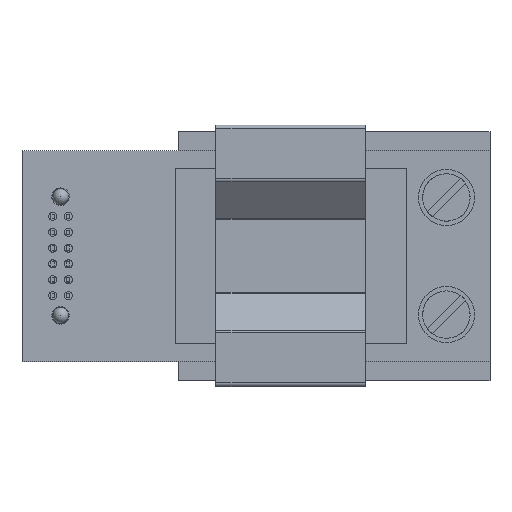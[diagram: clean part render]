
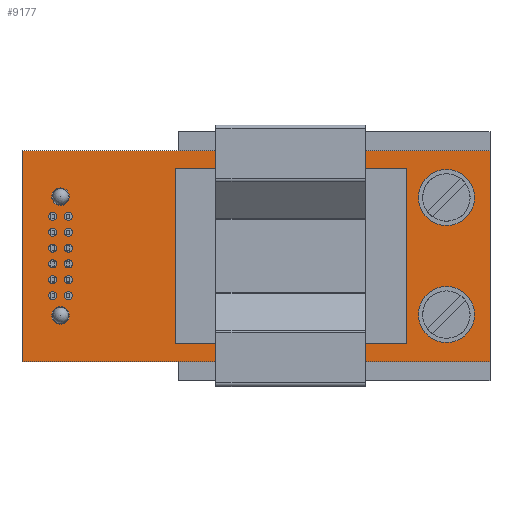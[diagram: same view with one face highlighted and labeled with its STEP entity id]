
A CAD part, top view. The second image highlights one B-rep face of the part: STEP entity #9177.
In plain terms, the highlighted planar face has unit normal (0, 0, 1).
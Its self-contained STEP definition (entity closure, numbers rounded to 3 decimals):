
#93=FACE_BOUND($,#1233,.T.);
#94=FACE_BOUND($,#1234,.T.);
#95=FACE_BOUND($,#1235,.T.);
#96=FACE_BOUND($,#1236,.T.);
#97=FACE_BOUND($,#1237,.T.);
#98=FACE_BOUND($,#1238,.T.);
#99=FACE_BOUND($,#1239,.T.);
#100=FACE_BOUND($,#1240,.T.);
#101=FACE_BOUND($,#1241,.T.);
#102=FACE_BOUND($,#1242,.T.);
#103=FACE_BOUND($,#1243,.T.);
#104=FACE_BOUND($,#1244,.T.);
#105=FACE_BOUND($,#1245,.T.);
#106=FACE_BOUND($,#1246,.T.);
#107=FACE_BOUND($,#1247,.T.);
#108=FACE_BOUND($,#1248,.T.);
#254=CIRCLE($,#9840,0.7);
#273=CIRCLE($,#9861,0.325);
#274=CIRCLE($,#9863,0.325);
#275=CIRCLE($,#9865,0.325);
#276=CIRCLE($,#9867,0.325);
#277=CIRCLE($,#9869,0.325);
#278=CIRCLE($,#9871,0.325);
#279=CIRCLE($,#9873,0.7);
#280=CIRCLE($,#9875,0.325);
#281=CIRCLE($,#9877,0.325);
#282=CIRCLE($,#9879,0.325);
#283=CIRCLE($,#9881,0.325);
#284=CIRCLE($,#9883,0.325);
#285=CIRCLE($,#9885,0.325);
#286=CIRCLE($,#9887,0.7);
#287=CIRCLE($,#9889,0.7);
#288=CIRCLE($,#9890,1.25);
#289=CIRCLE($,#9891,1.25);
#628=FACE_OUTER_BOUND($,#1232,.T.);
#1232=EDGE_LOOP($,(#6310,#6311,#6312,#6313));
#1233=EDGE_LOOP($,(#6314,#6315));
#1234=EDGE_LOOP($,(#6316,#6317));
#1235=EDGE_LOOP($,(#6318));
#1236=EDGE_LOOP($,(#6319));
#1237=EDGE_LOOP($,(#6320));
#1238=EDGE_LOOP($,(#6321));
#1239=EDGE_LOOP($,(#6322));
#1240=EDGE_LOOP($,(#6323));
#1241=EDGE_LOOP($,(#6324));
#1242=EDGE_LOOP($,(#6325));
#1243=EDGE_LOOP($,(#6326));
#1244=EDGE_LOOP($,(#6327));
#1245=EDGE_LOOP($,(#6328));
#1246=EDGE_LOOP($,(#6329));
#1247=EDGE_LOOP($,(#6330));
#1248=EDGE_LOOP($,(#6331));
#1915=LINE($,#13498,#2953);
#1916=LINE($,#13500,#2954);
#1917=LINE($,#13502,#2955);
#1918=LINE($,#13503,#2956);
#2953=VECTOR($,#10858,37.57);
#2954=VECTOR($,#10859,16.94);
#2955=VECTOR($,#10860,37.57);
#2956=VECTOR($,#10861,16.94);
#3973=VERTEX_POINT($,#13401);
#3975=VERTEX_POINT($,#13404);
#3997=VERTEX_POINT($,#13452);
#3998=VERTEX_POINT($,#13455);
#3999=VERTEX_POINT($,#13458);
#4000=VERTEX_POINT($,#13461);
#4001=VERTEX_POINT($,#13464);
#4002=VERTEX_POINT($,#13467);
#4003=VERTEX_POINT($,#13470);
#4004=VERTEX_POINT($,#13472);
#4005=VERTEX_POINT($,#13476);
#4006=VERTEX_POINT($,#13479);
#4007=VERTEX_POINT($,#13482);
#4008=VERTEX_POINT($,#13485);
#4009=VERTEX_POINT($,#13488);
#4010=VERTEX_POINT($,#13491);
#4011=VERTEX_POINT($,#13496);
#4012=VERTEX_POINT($,#13497);
#4013=VERTEX_POINT($,#13499);
#4014=VERTEX_POINT($,#13501);
#4015=VERTEX_POINT($,#13505);
#4016=VERTEX_POINT($,#13507);
#4888=EDGE_CURVE($,#3975,#3973,#254,.T.);
#4912=EDGE_CURVE($,#3997,#3997,#273,.T.);
#4913=EDGE_CURVE($,#3998,#3998,#274,.T.);
#4914=EDGE_CURVE($,#3999,#3999,#275,.T.);
#4915=EDGE_CURVE($,#4000,#4000,#276,.T.);
#4916=EDGE_CURVE($,#4001,#4001,#277,.T.);
#4917=EDGE_CURVE($,#4002,#4002,#278,.T.);
#4920=EDGE_CURVE($,#4003,#4004,#279,.T.);
#4921=EDGE_CURVE($,#4005,#4005,#280,.T.);
#4922=EDGE_CURVE($,#4006,#4006,#281,.T.);
#4923=EDGE_CURVE($,#4007,#4007,#282,.T.);
#4924=EDGE_CURVE($,#4008,#4008,#283,.T.);
#4925=EDGE_CURVE($,#4009,#4009,#284,.T.);
#4926=EDGE_CURVE($,#4010,#4010,#285,.T.);
#4927=EDGE_CURVE($,#4004,#4003,#286,.T.);
#4928=EDGE_CURVE($,#4011,#4012,#1915,.T.);
#4929=EDGE_CURVE($,#4012,#4013,#1916,.T.);
#4930=EDGE_CURVE($,#4013,#4014,#1917,.T.);
#4931=EDGE_CURVE($,#4014,#4011,#1918,.T.);
#4932=EDGE_CURVE($,#3973,#3975,#287,.T.);
#4933=EDGE_CURVE($,#4015,#4015,#288,.T.);
#4934=EDGE_CURVE($,#4016,#4016,#289,.T.);
#6310=ORIENTED_EDGE($,*,*,#4928,.T.);
#6311=ORIENTED_EDGE($,*,*,#4929,.T.);
#6312=ORIENTED_EDGE($,*,*,#4930,.T.);
#6313=ORIENTED_EDGE($,*,*,#4931,.T.);
#6314=ORIENTED_EDGE($,*,*,#4888,.T.);
#6315=ORIENTED_EDGE($,*,*,#4932,.T.);
#6316=ORIENTED_EDGE($,*,*,#4920,.T.);
#6317=ORIENTED_EDGE($,*,*,#4927,.T.);
#6318=ORIENTED_EDGE($,*,*,#4933,.T.);
#6319=ORIENTED_EDGE($,*,*,#4934,.T.);
#6320=ORIENTED_EDGE($,*,*,#4926,.T.);
#6321=ORIENTED_EDGE($,*,*,#4925,.T.);
#6322=ORIENTED_EDGE($,*,*,#4924,.T.);
#6323=ORIENTED_EDGE($,*,*,#4923,.T.);
#6324=ORIENTED_EDGE($,*,*,#4922,.T.);
#6325=ORIENTED_EDGE($,*,*,#4921,.T.);
#6326=ORIENTED_EDGE($,*,*,#4917,.T.);
#6327=ORIENTED_EDGE($,*,*,#4916,.T.);
#6328=ORIENTED_EDGE($,*,*,#4915,.T.);
#6329=ORIENTED_EDGE($,*,*,#4914,.T.);
#6330=ORIENTED_EDGE($,*,*,#4913,.T.);
#6331=ORIENTED_EDGE($,*,*,#4912,.T.);
#8714=PLANE($,#9888);
#9177=ADVANCED_FACE($,(#628,#93,#94,#95,#96,#97,#98,#99,#100,#101,#102,
#103,#104,#105,#106,#107,#108),#8714,.T.);
#9840=AXIS2_PLACEMENT_3D($,#13405,#10753,#10754);
#9861=AXIS2_PLACEMENT_3D($,#13453,#10800,#10801);
#9863=AXIS2_PLACEMENT_3D($,#13456,#10804,#10805);
#9865=AXIS2_PLACEMENT_3D($,#13459,#10808,#10809);
#9867=AXIS2_PLACEMENT_3D($,#13462,#10812,#10813);
#9869=AXIS2_PLACEMENT_3D($,#13465,#10816,#10817);
#9871=AXIS2_PLACEMENT_3D($,#13468,#10820,#10821);
#9873=AXIS2_PLACEMENT_3D($,#13474,#10826,#10827);
#9875=AXIS2_PLACEMENT_3D($,#13477,#10830,#10831);
#9877=AXIS2_PLACEMENT_3D($,#13480,#10834,#10835);
#9879=AXIS2_PLACEMENT_3D($,#13483,#10838,#10839);
#9881=AXIS2_PLACEMENT_3D($,#13486,#10842,#10843);
#9883=AXIS2_PLACEMENT_3D($,#13489,#10846,#10847);
#9885=AXIS2_PLACEMENT_3D($,#13492,#10850,#10851);
#9887=AXIS2_PLACEMENT_3D($,#13494,#10854,#10855);
#9888=AXIS2_PLACEMENT_3D($,#13495,#10856,#10857);
#9889=AXIS2_PLACEMENT_3D($,#13504,#10862,#10863);
#9890=AXIS2_PLACEMENT_3D($,#13506,#10864,#10865);
#9891=AXIS2_PLACEMENT_3D($,#13508,#10866,#10867);
#10753=DIRECTION('center_axis',(0.,0.,-1.));
#10754=DIRECTION('ref_axis',(-1.,0.,0.));
#10800=DIRECTION('center_axis',(0.,0.,-1.));
#10801=DIRECTION('ref_axis',(-1.,0.,0.));
#10804=DIRECTION('center_axis',(0.,0.,-1.));
#10805=DIRECTION('ref_axis',(-1.,0.,0.));
#10808=DIRECTION('center_axis',(0.,0.,-1.));
#10809=DIRECTION('ref_axis',(-1.,0.,0.));
#10812=DIRECTION('center_axis',(0.,0.,-1.));
#10813=DIRECTION('ref_axis',(-1.,0.,0.));
#10816=DIRECTION('center_axis',(0.,0.,-1.));
#10817=DIRECTION('ref_axis',(-1.,0.,0.));
#10820=DIRECTION('center_axis',(0.,0.,-1.));
#10821=DIRECTION('ref_axis',(-1.,0.,0.));
#10826=DIRECTION('center_axis',(0.,0.,-1.));
#10827=DIRECTION('ref_axis',(-1.,0.,0.));
#10830=DIRECTION('center_axis',(0.,0.,-1.));
#10831=DIRECTION('ref_axis',(-1.,0.,0.));
#10834=DIRECTION('center_axis',(0.,0.,-1.));
#10835=DIRECTION('ref_axis',(-1.,0.,0.));
#10838=DIRECTION('center_axis',(0.,0.,-1.));
#10839=DIRECTION('ref_axis',(-1.,0.,0.));
#10842=DIRECTION('center_axis',(0.,0.,-1.));
#10843=DIRECTION('ref_axis',(-1.,0.,0.));
#10846=DIRECTION('center_axis',(0.,0.,-1.));
#10847=DIRECTION('ref_axis',(-1.,0.,0.));
#10850=DIRECTION('center_axis',(0.,0.,-1.));
#10851=DIRECTION('ref_axis',(-1.,0.,0.));
#10854=DIRECTION('center_axis',(0.,0.,-1.));
#10855=DIRECTION('ref_axis',(-1.,0.,0.));
#10856=DIRECTION('center_axis',(0.,0.,1.));
#10857=DIRECTION('ref_axis',(1.,0.,0.));
#10858=DIRECTION($,(-1.,0.,0.));
#10859=DIRECTION($,(0.,-1.,0.));
#10860=DIRECTION($,(1.,0.,0.));
#10861=DIRECTION($,(0.,1.,0.));
#10862=DIRECTION('center_axis',(0.,0.,-1.));
#10863=DIRECTION('ref_axis',(-1.,0.,0.));
#10864=DIRECTION('center_axis',(0.,0.,-1.));
#10865=DIRECTION('ref_axis',(1.,0.,0.));
#10866=DIRECTION('center_axis',(0.,0.,-1.));
#10867=DIRECTION('ref_axis',(1.,0.,0.));
#13401=CARTESIAN_POINT('',(-18.884,-4.191,6.5));
#13404=CARTESIAN_POINT('',(-18.076,-5.335,6.5));
#13405=CARTESIAN_POINT('Origin',(-18.482,-4.764,6.5));
#13452=CARTESIAN_POINT('',(-18.788,-3.172,6.5));
#13453=CARTESIAN_POINT('Origin',(-19.113,-3.172,6.5));
#13455=CARTESIAN_POINT('',(-17.518,-1.902,6.5));
#13456=CARTESIAN_POINT('Origin',(-17.843,-1.902,6.5));
#13458=CARTESIAN_POINT('',(-18.788,-0.632,6.5));
#13459=CARTESIAN_POINT('Origin',(-19.113,-0.632,6.5));
#13461=CARTESIAN_POINT('',(-17.518,0.638,6.5));
#13462=CARTESIAN_POINT('Origin',(-17.843,0.638,6.5));
#13464=CARTESIAN_POINT('',(-17.518,1.908,6.5));
#13465=CARTESIAN_POINT('Origin',(-17.843,1.908,6.5));
#13467=CARTESIAN_POINT('',(-18.788,3.178,6.5));
#13468=CARTESIAN_POINT('Origin',(-19.113,3.178,6.5));
#13470=CARTESIAN_POINT('',(-17.905,4.367,6.5));
#13472=CARTESIAN_POINT('',(-19.055,5.165,6.5));
#13474=CARTESIAN_POINT('Origin',(-18.482,4.763,6.5));
#13476=CARTESIAN_POINT('',(-17.518,3.178,6.5));
#13477=CARTESIAN_POINT('Origin',(-17.843,3.178,6.5));
#13479=CARTESIAN_POINT('',(-18.788,1.908,6.5));
#13480=CARTESIAN_POINT('Origin',(-19.113,1.908,6.5));
#13482=CARTESIAN_POINT('',(-18.788,0.638,6.5));
#13483=CARTESIAN_POINT('Origin',(-19.113,0.638,6.5));
#13485=CARTESIAN_POINT('',(-17.518,-0.632,6.5));
#13486=CARTESIAN_POINT('Origin',(-17.843,-0.632,6.5));
#13488=CARTESIAN_POINT('',(-18.788,-1.902,6.5));
#13489=CARTESIAN_POINT('Origin',(-19.113,-1.902,6.5));
#13491=CARTESIAN_POINT('',(-17.518,-3.172,6.5));
#13492=CARTESIAN_POINT('Origin',(-17.843,-3.172,6.5));
#13494=CARTESIAN_POINT('Origin',(-18.478,4.768,6.5));
#13495=CARTESIAN_POINT('Origin',(-2.785,0.,6.5));
#13496=CARTESIAN_POINT('',(16.,8.47,6.5));
#13497=CARTESIAN_POINT('',(-21.57,8.47,6.5));
#13498=CARTESIAN_POINT($,(-21.57,8.47,6.5));
#13499=CARTESIAN_POINT('',(-21.57,-8.47,6.5));
#13500=CARTESIAN_POINT($,(-21.57,-8.47,6.5));
#13501=CARTESIAN_POINT('',(16.,-8.47,6.5));
#13502=CARTESIAN_POINT($,(16.,-8.47,6.5));
#13503=CARTESIAN_POINT($,(16.,8.47,6.5));
#13504=CARTESIAN_POINT('Origin',(-18.478,-4.762,6.5));
#13505=CARTESIAN_POINT('',(13.75,4.7,6.5));
#13506=CARTESIAN_POINT('Origin',(12.5,4.7,6.5));
#13507=CARTESIAN_POINT('',(13.75,-4.7,6.5));
#13508=CARTESIAN_POINT('Origin',(12.5,-4.7,6.5));
